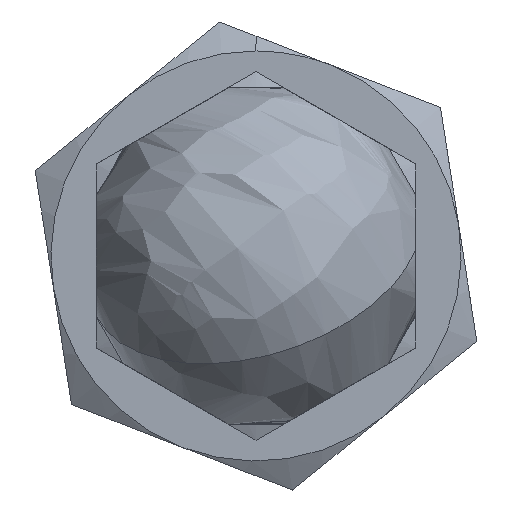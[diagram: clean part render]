
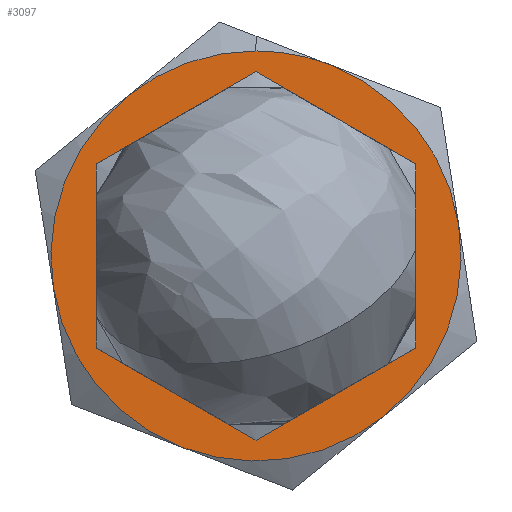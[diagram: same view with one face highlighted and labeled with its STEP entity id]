
A CAD part, front view. The second image highlights one B-rep face of the part: STEP entity #3097.
In plain terms, the highlighted planar face has unit normal (0, -1, 0).
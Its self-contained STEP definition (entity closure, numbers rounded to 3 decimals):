
#36 = CARTESIAN_POINT ( 'NONE',  ( 0., 86.285, 0. ) ) ;
#40 = VERTEX_POINT ( 'NONE', #1038 ) ;
#79 = EDGE_CURVE ( 'NONE', #1324, #1510, #1937, .T. ) ;
#140 = CIRCLE ( 'NONE', #449, 9. ) ;
#192 = ORIENTED_EDGE ( 'NONE', *, *, #1574, .F. ) ;
#195 = ORIENTED_EDGE ( 'NONE', *, *, #695, .F. ) ;
#232 = DIRECTION ( 'NONE',  ( 0., 1., 0. ) ) ;
#238 = CARTESIAN_POINT ( 'NONE',  ( 5.644, 86.285, -7.011 ) ) ;
#261 = FACE_OUTER_BOUND ( 'NONE', #810, .T. ) ;
#296 = EDGE_CURVE ( 'NONE', #743, #3430, #2563, .T. ) ;
#309 = ORIENTED_EDGE ( 'NONE', *, *, #79, .F. ) ;
#327 = DIRECTION ( 'NONE',  ( 0., 0., 1. ) ) ;
#356 = AXIS2_PLACEMENT_3D ( 'NONE', #2577, #869, #2851 ) ;
#406 = CIRCLE ( 'NONE', #711, 9. ) ;
#449 = AXIS2_PLACEMENT_3D ( 'NONE', #1933, #232, #2212 ) ;
#546 = CARTESIAN_POINT ( 'NONE',  ( 0., 86.285, 0. ) ) ;
#590 = CIRCLE ( 'NONE', #356, 6. ) ;
#648 = VERTEX_POINT ( 'NONE', #1828 ) ;
#695 = EDGE_CURVE ( 'NONE', #1866, #1324, #3135, .T. ) ;
#711 = AXIS2_PLACEMENT_3D ( 'NONE', #3200, #1513, #3489 ) ;
#743 = VERTEX_POINT ( 'NONE', #1188 ) ;
#810 = EDGE_LOOP ( 'NONE', ( #309, #195, #2160, #1119, #3402, #1698, #192 ) ) ;
#833 = DIRECTION ( 'NONE',  ( 0., 0., -1. ) ) ;
#869 = DIRECTION ( 'NONE',  ( 0., 1., 0. ) ) ;
#984 = DIRECTION ( 'NONE',  ( 0., 1., 0. ) ) ;
#1037 = EDGE_CURVE ( 'NONE', #648, #2499, #590, .T. ) ;
#1038 = CARTESIAN_POINT ( 'NONE',  ( 0., 86.285, 9. ) ) ;
#1119 = ORIENTED_EDGE ( 'NONE', *, *, #296, .F. ) ;
#1134 = CARTESIAN_POINT ( 'NONE',  ( 0., 86.285, 0. ) ) ;
#1178 = AXIS2_PLACEMENT_3D ( 'NONE', #3118, #1434, #3413 ) ;
#1188 = CARTESIAN_POINT ( 'NONE',  ( 3.249, 86.285, 8.393 ) ) ;
#1192 = AXIS2_PLACEMENT_3D ( 'NONE', #1446, #3420, #1734 ) ;
#1254 = AXIS2_PLACEMENT_3D ( 'NONE', #3130, #1451, #3427 ) ;
#1324 = VERTEX_POINT ( 'NONE', #1793 ) ;
#1407 = CIRCLE ( 'NONE', #3041, 9. ) ;
#1420 = DIRECTION ( 'NONE',  ( 0., 0., 1. ) ) ;
#1434 = DIRECTION ( 'NONE',  ( 0., 1., 0. ) ) ;
#1446 = CARTESIAN_POINT ( 'NONE',  ( -1.596, 86.285, 10.269 ) ) ;
#1451 = DIRECTION ( 'NONE',  ( 0., 1., 0. ) ) ;
#1452 = AXIS2_PLACEMENT_3D ( 'NONE', #546, #2535, #833 ) ;
#1510 = VERTEX_POINT ( 'NONE', #1714 ) ;
#1513 = DIRECTION ( 'NONE',  ( 0., 1., 0. ) ) ;
#1574 = EDGE_CURVE ( 'NONE', #1510, #1652, #3276, .T. ) ;
#1652 = VERTEX_POINT ( 'NONE', #2915 ) ;
#1698 = ORIENTED_EDGE ( 'NONE', *, *, #3588, .F. ) ;
#1714 = CARTESIAN_POINT ( 'NONE',  ( -8.893, 86.285, -1.382 ) ) ;
#1734 = DIRECTION ( 'NONE',  ( 0., 0., 1. ) ) ;
#1793 = CARTESIAN_POINT ( 'NONE',  ( -3.249, 86.285, -8.393 ) ) ;
#1805 = ORIENTED_EDGE ( 'NONE', *, *, #3003, .T. ) ;
#1828 = CARTESIAN_POINT ( 'NONE',  ( 0., 86.285, 6. ) ) ;
#1866 = VERTEX_POINT ( 'NONE', #238 ) ;
#1888 = CARTESIAN_POINT ( 'NONE',  ( 8.893, 86.285, 1.382 ) ) ;
#1933 = CARTESIAN_POINT ( 'NONE',  ( 0., 86.285, 0. ) ) ;
#1937 = CIRCLE ( 'NONE', #1254, 9. ) ;
#2027 = DIRECTION ( 'NONE',  ( 0., 1., 0. ) ) ;
#2028 = CARTESIAN_POINT ( 'NONE',  ( 0., 86.285, -6. ) ) ;
#2146 = EDGE_LOOP ( 'NONE', ( #1805, #3501 ) ) ;
#2160 = ORIENTED_EDGE ( 'NONE', *, *, #2799, .F. ) ;
#2212 = DIRECTION ( 'NONE',  ( 0., 0., 1. ) ) ;
#2477 = AXIS2_PLACEMENT_3D ( 'NONE', #36, #2027, #327 ) ;
#2499 = VERTEX_POINT ( 'NONE', #2028 ) ;
#2525 = FACE_BOUND ( 'NONE', #2146, .T. ) ;
#2535 = DIRECTION ( 'NONE',  ( 0., 1., 0. ) ) ;
#2563 = CIRCLE ( 'NONE', #1178, 9. ) ;
#2577 = CARTESIAN_POINT ( 'NONE',  ( 0., 86.285, 0. ) ) ;
#2688 = CARTESIAN_POINT ( 'NONE',  ( 0., 86.285, 0. ) ) ;
#2799 = EDGE_CURVE ( 'NONE', #3430, #1866, #406, .T. ) ;
#2851 = DIRECTION ( 'NONE',  ( 0., 0., -1. ) ) ;
#2915 = CARTESIAN_POINT ( 'NONE',  ( -5.644, 86.285, 7.011 ) ) ;
#2961 = DIRECTION ( 'NONE',  ( 0., 0., 1. ) ) ;
#3003 = EDGE_CURVE ( 'NONE', #2499, #648, #3653, .T. ) ;
#3041 = AXIS2_PLACEMENT_3D ( 'NONE', #2688, #984, #2961 ) ;
#3097 = ADVANCED_FACE ( 'NONE', ( #2525, #261 ), #3390, .F. ) ;
#3109 = DIRECTION ( 'NONE',  ( 0., 1., 0. ) ) ;
#3118 = CARTESIAN_POINT ( 'NONE',  ( 0., 86.285, 0. ) ) ;
#3130 = CARTESIAN_POINT ( 'NONE',  ( 0., 86.285, 0. ) ) ;
#3135 = CIRCLE ( 'NONE', #3347, 9. ) ;
#3200 = CARTESIAN_POINT ( 'NONE',  ( 0., 86.285, 0. ) ) ;
#3276 = CIRCLE ( 'NONE', #2477, 9. ) ;
#3330 = EDGE_CURVE ( 'NONE', #40, #743, #1407, .T. ) ;
#3347 = AXIS2_PLACEMENT_3D ( 'NONE', #1134, #3109, #1420 ) ;
#3390 = PLANE ( 'NONE',  #1192 ) ;
#3402 = ORIENTED_EDGE ( 'NONE', *, *, #3330, .F. ) ;
#3413 = DIRECTION ( 'NONE',  ( 0., 0., 1. ) ) ;
#3420 = DIRECTION ( 'NONE',  ( 0., 1., 0. ) ) ;
#3427 = DIRECTION ( 'NONE',  ( 0., 0., 1. ) ) ;
#3430 = VERTEX_POINT ( 'NONE', #1888 ) ;
#3489 = DIRECTION ( 'NONE',  ( 0., 0., 1. ) ) ;
#3501 = ORIENTED_EDGE ( 'NONE', *, *, #1037, .T. ) ;
#3588 = EDGE_CURVE ( 'NONE', #1652, #40, #140, .T. ) ;
#3653 = CIRCLE ( 'NONE', #1452, 6. ) ;
